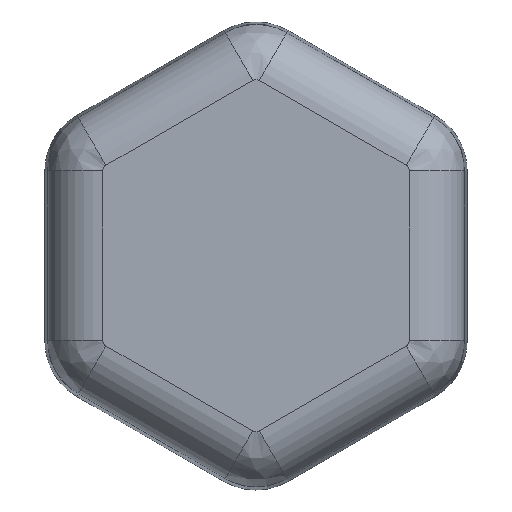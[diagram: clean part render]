
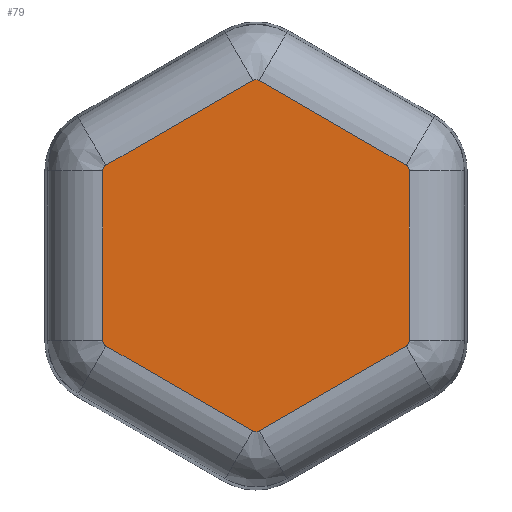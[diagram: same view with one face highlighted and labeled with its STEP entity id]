
A CAD part, top view. The second image highlights one B-rep face of the part: STEP entity #79.
In plain terms, the highlighted planar face has unit normal (0, 0, 1).
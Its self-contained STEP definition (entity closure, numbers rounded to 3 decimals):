
#79 = ADVANCED_FACE( '', ( #124 ), #125, .F. );
#124 = FACE_OUTER_BOUND( '', #203, .T. );
#125 = PLANE( '', #204 );
#203 = EDGE_LOOP( '', ( #453, #454, #455, #456, #457, #458, #459, #460, #461, #462, #463, #464 ) );
#204 = AXIS2_PLACEMENT_3D( '', #465, #466, #467 );
#453 = ORIENTED_EDGE( '', *, *, #728, .T. );
#454 = ORIENTED_EDGE( '', *, *, #729, .T. );
#455 = ORIENTED_EDGE( '', *, *, #730, .T. );
#456 = ORIENTED_EDGE( '', *, *, #731, .T. );
#457 = ORIENTED_EDGE( '', *, *, #732, .T. );
#458 = ORIENTED_EDGE( '', *, *, #733, .T. );
#459 = ORIENTED_EDGE( '', *, *, #734, .T. );
#460 = ORIENTED_EDGE( '', *, *, #735, .T. );
#461 = ORIENTED_EDGE( '', *, *, #736, .T. );
#462 = ORIENTED_EDGE( '', *, *, #737, .T. );
#463 = ORIENTED_EDGE( '', *, *, #738, .T. );
#464 = ORIENTED_EDGE( '', *, *, #739, .T. );
#465 = CARTESIAN_POINT( '', ( -8., 4.619, 12. ) );
#466 = DIRECTION( '', ( 0., 0., -1. ) );
#467 = DIRECTION( '', ( -0.5, 0.866, 0. ) );
#728 = EDGE_CURVE( '', #853, #854, #855, .F. );
#729 = EDGE_CURVE( '', #854, #856, #857, .F. );
#730 = EDGE_CURVE( '', #856, #858, #859, .F. );
#731 = EDGE_CURVE( '', #858, #860, #861, .F. );
#732 = EDGE_CURVE( '', #860, #862, #863, .F. );
#733 = EDGE_CURVE( '', #862, #864, #865, .F. );
#734 = EDGE_CURVE( '', #864, #866, #867, .F. );
#735 = EDGE_CURVE( '', #866, #868, #869, .F. );
#736 = EDGE_CURVE( '', #868, #870, #871, .F. );
#737 = EDGE_CURVE( '', #870, #872, #873, .F. );
#738 = EDGE_CURVE( '', #872, #874, #875, .F. );
#739 = EDGE_CURVE( '', #874, #853, #876, .F. );
#853 = VERTEX_POINT( '', #1027 );
#854 = VERTEX_POINT( '', #1028 );
#855 = CIRCLE( '', #1029, 0.342 );
#856 = VERTEX_POINT( '', #1030 );
#857 = LINE( '', #1031, #1032 );
#858 = VERTEX_POINT( '', #1033 );
#859 = CIRCLE( '', #1034, 0.342 );
#860 = VERTEX_POINT( '', #1035 );
#861 = LINE( '', #1036, #1037 );
#862 = VERTEX_POINT( '', #1038 );
#863 = CIRCLE( '', #1039, 0.342 );
#864 = VERTEX_POINT( '', #1040 );
#865 = LINE( '', #1041, #1042 );
#866 = VERTEX_POINT( '', #1043 );
#867 = CIRCLE( '', #1044, 0.342 );
#868 = VERTEX_POINT( '', #1045 );
#869 = LINE( '', #1046, #1047 );
#870 = VERTEX_POINT( '', #1048 );
#871 = CIRCLE( '', #1049, 0.342 );
#872 = VERTEX_POINT( '', #1050 );
#873 = LINE( '', #1051, #1052 );
#874 = VERTEX_POINT( '', #1053 );
#875 = CIRCLE( '', #1054, 0.342 );
#876 = LINE( '', #1055, #1056 );
#1027 = CARTESIAN_POINT( '', ( 0.171, 9.534, 12. ) );
#1028 = CARTESIAN_POINT( '', ( -0.171, 9.534, 12. ) );
#1029 = AXIS2_PLACEMENT_3D( '', #1218, #1219, #1220 );
#1030 = CARTESIAN_POINT( '', ( -8.171, 4.915, 12. ) );
#1031 = CARTESIAN_POINT( '', ( -8.171, 4.915, 12. ) );
#1032 = VECTOR( '', #1221, 1000. );
#1033 = CARTESIAN_POINT( '', ( -8.342, 4.619, 12. ) );
#1034 = AXIS2_PLACEMENT_3D( '', #1222, #1223, #1224 );
#1035 = CARTESIAN_POINT( '', ( -8.342, -4.619, 12. ) );
#1036 = CARTESIAN_POINT( '', ( -8.342, -4.619, 12. ) );
#1037 = VECTOR( '', #1225, 1000. );
#1038 = CARTESIAN_POINT( '', ( -8.171, -4.915, 12. ) );
#1039 = AXIS2_PLACEMENT_3D( '', #1226, #1227, #1228 );
#1040 = CARTESIAN_POINT( '', ( -0.171, -9.534, 12. ) );
#1041 = CARTESIAN_POINT( '', ( -0.171, -9.534, 12. ) );
#1042 = VECTOR( '', #1229, 1000. );
#1043 = CARTESIAN_POINT( '', ( 0.171, -9.534, 12. ) );
#1044 = AXIS2_PLACEMENT_3D( '', #1230, #1231, #1232 );
#1045 = CARTESIAN_POINT( '', ( 8.171, -4.915, 12. ) );
#1046 = CARTESIAN_POINT( '', ( 8.171, -4.915, 12. ) );
#1047 = VECTOR( '', #1233, 1000. );
#1048 = CARTESIAN_POINT( '', ( 8.342, -4.619, 12. ) );
#1049 = AXIS2_PLACEMENT_3D( '', #1234, #1235, #1236 );
#1050 = CARTESIAN_POINT( '', ( 8.342, 4.619, 12. ) );
#1051 = CARTESIAN_POINT( '', ( 8.342, 4.619, 12. ) );
#1052 = VECTOR( '', #1237, 1000. );
#1053 = CARTESIAN_POINT( '', ( 8.171, 4.915, 12. ) );
#1054 = AXIS2_PLACEMENT_3D( '', #1238, #1239, #1240 );
#1055 = CARTESIAN_POINT( '', ( 0.171, 9.534, 12. ) );
#1056 = VECTOR( '', #1241, 1000. );
#1218 = CARTESIAN_POINT( '', ( 0., 9.238, 12. ) );
#1219 = DIRECTION( '', ( 0., 0., -1. ) );
#1220 = DIRECTION( '', ( -1., 0., 0. ) );
#1221 = DIRECTION( '', ( 0.866, 0.5, 0. ) );
#1222 = CARTESIAN_POINT( '', ( -8., 4.619, 12. ) );
#1223 = DIRECTION( '', ( 0., 0., -1. ) );
#1224 = DIRECTION( '', ( -1., 0., 0. ) );
#1225 = DIRECTION( '', ( 0., 1., 0. ) );
#1226 = CARTESIAN_POINT( '', ( -8., -4.619, 12. ) );
#1227 = DIRECTION( '', ( 0., 0., -1. ) );
#1228 = DIRECTION( '', ( -1., 0., 0. ) );
#1229 = DIRECTION( '', ( -0.866, 0.5, 0. ) );
#1230 = CARTESIAN_POINT( '', ( 0., -9.238, 12. ) );
#1231 = DIRECTION( '', ( 0., 0., -1. ) );
#1232 = DIRECTION( '', ( -1., 0., 0. ) );
#1233 = DIRECTION( '', ( -0.866, -0.5, 0. ) );
#1234 = CARTESIAN_POINT( '', ( 8., -4.619, 12. ) );
#1235 = DIRECTION( '', ( 0., 0., -1. ) );
#1236 = DIRECTION( '', ( -1., 0., 0. ) );
#1237 = DIRECTION( '', ( 0., -1., 0. ) );
#1238 = CARTESIAN_POINT( '', ( 8., 4.619, 12. ) );
#1239 = DIRECTION( '', ( 0., 0., -1. ) );
#1240 = DIRECTION( '', ( -1., 0., 0. ) );
#1241 = DIRECTION( '', ( 0.866, -0.5, 0. ) );
